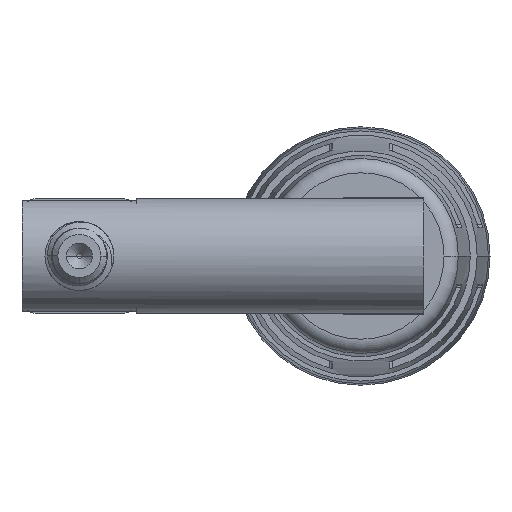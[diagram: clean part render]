
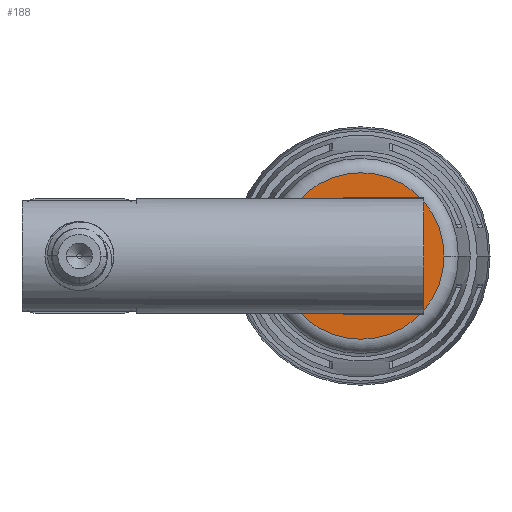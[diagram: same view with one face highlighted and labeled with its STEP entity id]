
A CAD part, front view. The second image highlights one B-rep face of the part: STEP entity #188.
In plain terms, the highlighted planar face has unit normal (0, -1, 0).
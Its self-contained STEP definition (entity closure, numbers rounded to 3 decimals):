
#188 = ADVANCED_FACE ( 'NONE', ( #6585, #11008 ), #10335, .F. ) ;
#646 = DIRECTION ( 'NONE',  ( -1., 0., 0. ) ) ;
#1002 = CIRCLE ( 'NONE', #11799, 2.9 ) ;
#1081 = EDGE_CURVE ( 'NONE', #7661, #11858, #8727, .T. ) ;
#1233 = AXIS2_PLACEMENT_3D ( 'NONE', #3619, #2995, #4002 ) ;
#1374 = CARTESIAN_POINT ( 'NONE',  ( 10.5, 58.5, -2. ) ) ;
#1579 = ORIENTED_EDGE ( 'NONE', *, *, #1081, .T. ) ;
#1580 = CARTESIAN_POINT ( 'NONE',  ( 8.9, 58.5, -2. ) ) ;
#2146 = ORIENTED_EDGE ( 'NONE', *, *, #2428, .T. ) ;
#2428 = EDGE_CURVE ( 'NONE', #9786, #6077, #3039, .T. ) ;
#2887 = EDGE_LOOP ( 'NONE', ( #10935, #2146 ) ) ;
#2995 = DIRECTION ( 'NONE',  ( 0., 1., 0. ) ) ;
#3039 = CIRCLE ( 'NONE', #11303, 1.3 ) ;
#3202 = EDGE_LOOP ( 'NONE', ( #5392, #1579 ) ) ;
#3205 = DIRECTION ( 'NONE',  ( 1., 0., 0. ) ) ;
#3619 = CARTESIAN_POINT ( 'NONE',  ( 11.8, 58.5, -2. ) ) ;
#4002 = DIRECTION ( 'NONE',  ( -1., 0., 0. ) ) ;
#4315 = AXIS2_PLACEMENT_3D ( 'NONE', #5995, #6754, #8718 ) ;
#5392 = ORIENTED_EDGE ( 'NONE', *, *, #8081, .T. ) ;
#5995 = CARTESIAN_POINT ( 'NONE',  ( 11.8, 58.5, -2. ) ) ;
#6011 = CARTESIAN_POINT ( 'NONE',  ( 14.7, 58.5, -2. ) ) ;
#6077 = VERTEX_POINT ( 'NONE', #10237 ) ;
#6585 = FACE_BOUND ( 'NONE', #2887, .T. ) ;
#6754 = DIRECTION ( 'NONE',  ( 0., 1., 0. ) ) ;
#6775 = CARTESIAN_POINT ( 'NONE',  ( 11.8, 58.5, -2. ) ) ;
#6927 = EDGE_CURVE ( 'NONE', #6077, #9786, #12148, .T. ) ;
#7661 = VERTEX_POINT ( 'NONE', #1580 ) ;
#8081 = EDGE_CURVE ( 'NONE', #11858, #7661, #1002, .T. ) ;
#8334 = AXIS2_PLACEMENT_3D ( 'NONE', #10054, #8963, #646 ) ;
#8718 = DIRECTION ( 'NONE',  ( 1., 0., 0. ) ) ;
#8727 = CIRCLE ( 'NONE', #8334, 2.9 ) ;
#8741 = DIRECTION ( 'NONE',  ( -1., 0., 0. ) ) ;
#8963 = DIRECTION ( 'NONE',  ( 0., -1., 0. ) ) ;
#9786 = VERTEX_POINT ( 'NONE', #1374 ) ;
#10054 = CARTESIAN_POINT ( 'NONE',  ( 11.8, 58.5, -2. ) ) ;
#10237 = CARTESIAN_POINT ( 'NONE',  ( 13.1, 58.5, -2. ) ) ;
#10335 = PLANE ( 'NONE',  #1233 ) ;
#10549 = CARTESIAN_POINT ( 'NONE',  ( 11.8, 58.5, -2. ) ) ;
#10648 = DIRECTION ( 'NONE',  ( 0., 1., 0. ) ) ;
#10736 = DIRECTION ( 'NONE',  ( 0., -1., 0. ) ) ;
#10935 = ORIENTED_EDGE ( 'NONE', *, *, #6927, .T. ) ;
#11008 = FACE_OUTER_BOUND ( 'NONE', #3202, .T. ) ;
#11303 = AXIS2_PLACEMENT_3D ( 'NONE', #6775, #10648, #8741 ) ;
#11799 = AXIS2_PLACEMENT_3D ( 'NONE', #10549, #10736, #3205 ) ;
#11858 = VERTEX_POINT ( 'NONE', #6011 ) ;
#12148 = CIRCLE ( 'NONE', #4315, 1.3 ) ;
